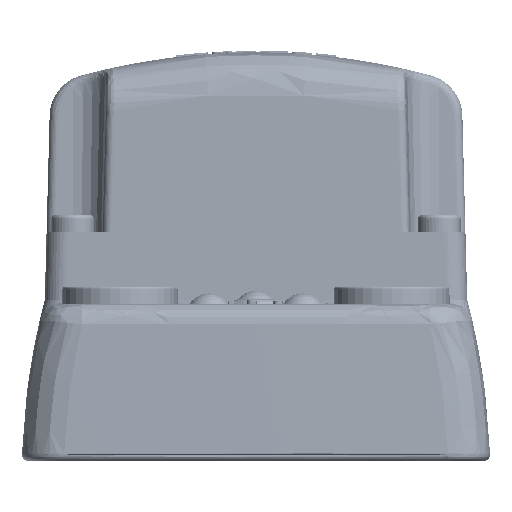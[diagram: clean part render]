
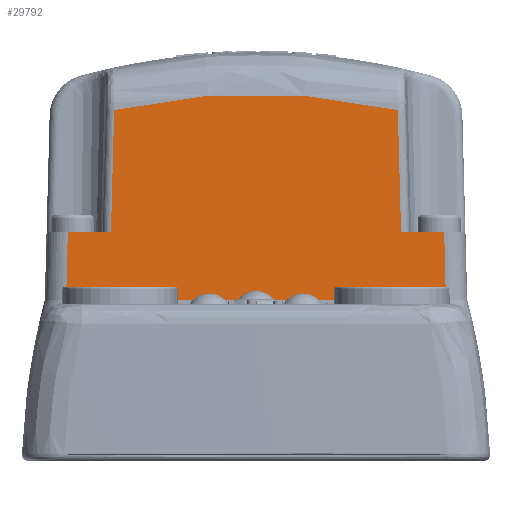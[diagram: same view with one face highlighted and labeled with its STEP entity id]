
A CAD part, front view. The second image highlights one B-rep face of the part: STEP entity #29792.
In plain terms, the highlighted planar face has unit normal (0, -1, 0.026).
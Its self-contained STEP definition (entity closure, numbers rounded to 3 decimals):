
#10126=ELLIPSE('',#98407,73.845,73.82);
#10325=PLANE('',#98420);
#14421=LINE('',#131601,#22042);
#14426=LINE('',#131624,#22047);
#14447=LINE('',#132574,#22070);
#14515=LINE('',#134646,#22138);
#14516=LINE('',#134648,#22139);
#14518=LINE('',#134664,#22141);
#14533=LINE('',#134735,#22156);
#22042=VECTOR('',#105465,1.);
#22047=VECTOR('',#105486,1.);
#22070=VECTOR('',#105543,1.);
#22138=VECTOR('',#105827,1.);
#22139=VECTOR('',#105830,1.);
#22141=VECTOR('',#105836,1.);
#22156=VECTOR('',#105873,1.);
#29792=ADVANCED_FACE('',(#35844),#10325,.T.);
#35844=FACE_OUTER_BOUND('',#40443,.T.);
#40443=EDGE_LOOP('',(#48691,#48692,#48693,#48694,#48695,#48696,#48697,#48698));
#48691=ORIENTED_EDGE('',*,*,#82889,.T.);
#48692=ORIENTED_EDGE('',*,*,#82888,.T.);
#48693=ORIENTED_EDGE('',*,*,#82632,.F.);
#48694=ORIENTED_EDGE('',*,*,#82912,.T.);
#48695=ORIENTED_EDGE('',*,*,#82682,.F.);
#48696=ORIENTED_EDGE('',*,*,#82891,.T.);
#48697=ORIENTED_EDGE('',*,*,#82643,.F.);
#48698=ORIENTED_EDGE('',*,*,#82887,.T.);
#73997=VERTEX_POINT('',#131587);
#74004=VERTEX_POINT('',#131600);
#74015=VERTEX_POINT('',#131625);
#74016=VERTEX_POINT('',#131626);
#74052=VERTEX_POINT('',#132573);
#74053=VERTEX_POINT('',#132575);
#74181=VERTEX_POINT('',#134234);
#74186=VERTEX_POINT('',#134274);
#82632=EDGE_CURVE('',#74004,#73997,#14421,.T.);
#82643=EDGE_CURVE('',#74015,#74016,#14426,.T.);
#82682=EDGE_CURVE('',#74052,#74053,#14447,.T.);
#82887=EDGE_CURVE('',#74015,#74181,#14515,.T.);
#82888=EDGE_CURVE('',#74186,#73997,#14516,.T.);
#82889=EDGE_CURVE('',#74181,#74186,#10126,.T.);
#82891=EDGE_CURVE('',#74052,#74016,#14518,.T.);
#82912=EDGE_CURVE('',#74004,#74053,#14533,.T.);
#98407=AXIS2_PLACEMENT_3D('',#134650,#105833,#105834);
#98420=AXIS2_PLACEMENT_3D('',#134737,#105876,#105877);
#105465=DIRECTION('',(1.,0.,0.));
#105486=DIRECTION('',(1.,0.,0.));
#105543=DIRECTION('',(-1.,0.,0.));
#105827=DIRECTION('',(-0.026,0.026,0.999));
#105830=DIRECTION('',(-0.026,-0.026,-0.999));
#105833=DIRECTION('',(0.,-1.,0.026));
#105834=DIRECTION('',(0.,0.026,1.));
#105836=DIRECTION('',(-0.026,0.026,0.999));
#105873=DIRECTION('',(-0.026,-0.026,-0.999));
#105876=DIRECTION('',(0.,-1.,0.026));
#105877=DIRECTION('',(0.,-0.026,-1.));
#131587=CARTESIAN_POINT('',(109.48,162.566,10.46));
#131600=CARTESIAN_POINT('',(104.418,162.566,10.46));
#131601=CARTESIAN_POINT('',(126.5,162.566,10.46));
#131624=CARTESIAN_POINT('',(126.5,162.566,10.46));
#131625=CARTESIAN_POINT('',(143.52,162.566,10.46));
#131626=CARTESIAN_POINT('',(148.582,162.566,10.46));
#132573=CARTESIAN_POINT('',(148.791,162.356,2.46));
#132574=CARTESIAN_POINT('',(126.5,162.356,2.46));
#132575=CARTESIAN_POINT('',(104.209,162.356,2.46));
#134234=CARTESIAN_POINT('',(143.147,162.939,24.729));
#134274=CARTESIAN_POINT('',(109.853,162.939,24.729));
#134646=CARTESIAN_POINT('',(143.718,162.368,2.911));
#134648=CARTESIAN_POINT('',(109.282,162.368,2.911));
#134650=CARTESIAN_POINT('',(126.5,161.056,-47.189));
#134664=CARTESIAN_POINT('',(148.776,162.372,3.043));
#134735=CARTESIAN_POINT('',(104.207,162.355,2.395));
#134737=CARTESIAN_POINT('',(126.5,162.356,2.46));
